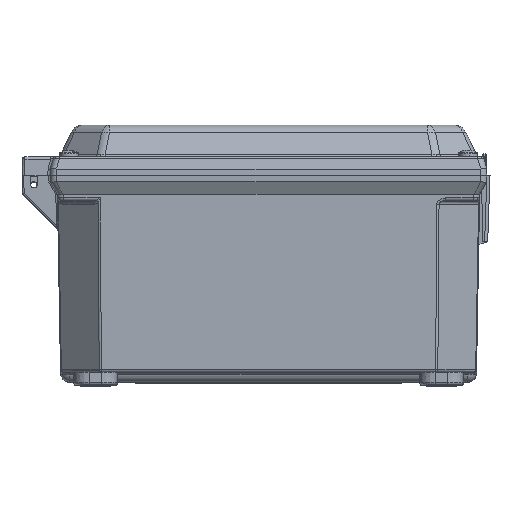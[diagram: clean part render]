
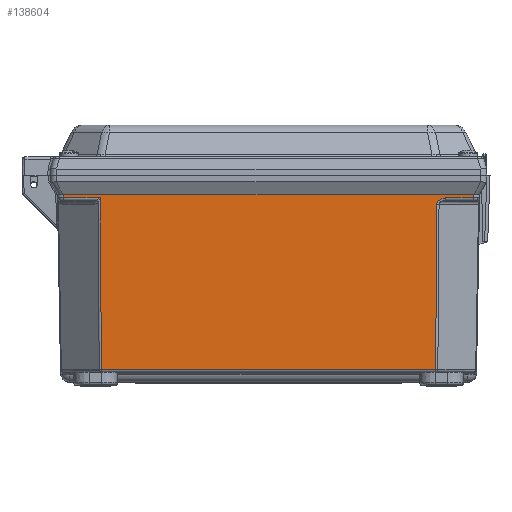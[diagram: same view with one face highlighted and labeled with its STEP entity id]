
A CAD part, top view. The second image highlights one B-rep face of the part: STEP entity #138604.
In plain terms, the highlighted planar face has unit normal (0, -0.018, 1).
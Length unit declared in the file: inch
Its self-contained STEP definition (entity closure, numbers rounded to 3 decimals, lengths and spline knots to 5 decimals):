
#650 = DIRECTION ( 'NONE',  ( -1., 0., 0. ) ) ;
#2927 = CARTESIAN_POINT ( 'NONE',  ( 3.53562, -0.45159, 4.10501 ) ) ;
#2960 = LINE ( 'NONE', #168516, #70066 ) ;
#5950 = VERTEX_POINT ( 'NONE', #44790 ) ;
#6484 = CARTESIAN_POINT ( 'NONE',  ( 4.09115, -0.38726, 4.10613 ) ) ;
#7140 = VECTOR ( 'NONE', #650, 39.37008 ) ;
#10028 = ORIENTED_EDGE ( 'NONE', *, *, #41730, .T. ) ;
#11254 = ORIENTED_EDGE ( 'NONE', *, *, #84735, .T. ) ;
#12162 = CARTESIAN_POINT ( 'NONE',  ( 3.38834, -0.375, 4.10634 ) ) ;
#16014 = ORIENTED_EDGE ( 'NONE', *, *, #78995, .T. ) ;
#16861 = LINE ( 'NONE', #37652, #50448 ) ;
#25268 = CARTESIAN_POINT ( 'NONE',  ( 4.08895, -0.45159, 4.10501 ) ) ;
#29977 = VERTEX_POINT ( 'NONE', #44968 ) ;
#32733 = CARTESIAN_POINT ( 'NONE',  ( 3.33715, -3.87559, 4.04524 ) ) ;
#34044 = DIRECTION ( 'NONE',  ( 1., 0., 0. ) ) ;
#34999 = CARTESIAN_POINT ( 'NONE',  ( 3.53562, -0.45159, 4.10501 ) ) ;
#35428 = ORIENTED_EDGE ( 'NONE', *, *, #125821, .T. ) ;
#37652 = CARTESIAN_POINT ( 'NONE',  ( -3.36211, -0.42379, 4.10549 ) ) ;
#39394 = VECTOR ( 'NONE', #168462, 39.37008 ) ;
#39702 = DIRECTION ( 'NONE',  ( 1., 0., 0. ) ) ;
#40347 = VERTEX_POINT ( 'NONE', #95031 ) ;
#40901 = PLANE ( 'NONE',  #107420 ) ;
#41730 = EDGE_CURVE ( 'NONE', #83871, #148233, #48981, .T. ) ;
#44790 = CARTESIAN_POINT ( 'NONE',  ( -4.09003, -0.45159, 4.10501 ) ) ;
#44949 = EDGE_CURVE ( 'NONE', #5950, #29977, #86844, .T. ) ;
#44968 = CARTESIAN_POINT ( 'NONE',  ( -3.36191, -0.45159, 4.10501 ) ) ;
#46001 = ORIENTED_EDGE ( 'NONE', *, *, #182987, .T. ) ;
#47322 = VECTOR ( 'NONE', #182773, 39.37008 ) ;
#48981 = LINE ( 'NONE', #142153, #163126 ) ;
#50448 = VECTOR ( 'NONE', #66461, 39.37008 ) ;
#51801 = LINE ( 'NONE', #25268, #47322 ) ;
#55319 = DIRECTION ( 'NONE',  ( 0., -0.017, 1. ) ) ;
#56484 = DIRECTION ( 'NONE',  ( 0.007, 1., 0.017 ) ) ;
#59869 = EDGE_LOOP ( 'NONE', ( #35428, #16014, #10028, #87370, #167919, #172858, #46001, #11254, #131832 ) ) ;
#63774 = CARTESIAN_POINT ( 'NONE',  ( 3.36154, -0.50221, 4.10412 ) ) ;
#64547 = VERTEX_POINT ( 'NONE', #2927 ) ;
#66461 = DIRECTION ( 'NONE',  ( 0.007, -1., -0.017 ) ) ;
#70066 = VECTOR ( 'NONE', #39702, 39.37008 ) ;
#78995 = EDGE_CURVE ( 'NONE', #154356, #83871, #2960, .T. ) ;
#82702 = VECTOR ( 'NONE', #106681, 39.37008 ) ;
#83871 = VERTEX_POINT ( 'NONE', #32733 ) ;
#84735 = EDGE_CURVE ( 'NONE', #40347, #5950, #149148, .T. ) ;
#86844 = LINE ( 'NONE', #147304, #162946 ) ;
#87370 = ORIENTED_EDGE ( 'NONE', *, *, #171805, .F. ) ;
#87612 = CARTESIAN_POINT ( 'NONE',  ( -3.33715, -3.87559, 4.04524 ) ) ;
#90380 = CARTESIAN_POINT ( 'NONE',  ( 4.09136, -0.375, 4.10634 ) ) ;
#91335 = FACE_OUTER_BOUND ( 'NONE', #59869, .T. ) ;
#95031 = CARTESIAN_POINT ( 'NONE',  ( -4.09136, -0.375, 4.10634 ) ) ;
#106681 = DIRECTION ( 'NONE',  ( 0.017, 1., 0.017 ) ) ;
#107420 = AXIS2_PLACEMENT_3D ( 'NONE', #12162, #55319, #155393 ) ;
#109549 = CARTESIAN_POINT ( 'NONE',  ( 4.09003, -0.45159, 4.10501 ) ) ;
#122024 = EDGE_CURVE ( 'NONE', #148756, #160546, #125253, .T. ) ;
#125253 = LINE ( 'NONE', #6484, #82702 ) ;
#125821 = EDGE_CURVE ( 'NONE', #29977, #154356, #16861, .T. ) ;
#131832 = ORIENTED_EDGE ( 'NONE', *, *, #44949, .T. ) ;
#136090 =( BOUNDED_CURVE ( )  B_SPLINE_CURVE ( 3, ( #34999, #149516, #63774, #163855 ),
 .UNSPECIFIED., .F., .F. ) 
 B_SPLINE_CURVE_WITH_KNOTS ( ( 4, 4 ),
 ( 1.59548, 3.14882 ),
 .UNSPECIFIED. ) 
 CURVE ( )  GEOMETRIC_REPRESENTATION_ITEM ( )  RATIONAL_B_SPLINE_CURVE ( ( 1., 0.809, 0.809, 1. ) ) 
 REPRESENTATION_ITEM ( '' )  );
#138604 = ADVANCED_FACE ( 'NONE', ( #91335 ), #40901, .T. ) ;
#142153 = CARTESIAN_POINT ( 'NONE',  ( 3.36246, -0.37481, 4.10635 ) ) ;
#144561 = CARTESIAN_POINT ( 'NONE',  ( 4.35563, -0.375, 4.10634 ) ) ;
#147304 = CARTESIAN_POINT ( 'NONE',  ( -3.36146, -0.45159, 4.10501 ) ) ;
#148233 = VERTEX_POINT ( 'NONE', #153635 ) ;
#148756 = VERTEX_POINT ( 'NONE', #109549 ) ;
#149148 = LINE ( 'NONE', #154143, #39394 ) ;
#149516 = CARTESIAN_POINT ( 'NONE',  ( 3.4335, -0.45159, 4.10501 ) ) ;
#153635 = CARTESIAN_POINT ( 'NONE',  ( 3.36102, -0.57441, 4.10286 ) ) ;
#154143 = CARTESIAN_POINT ( 'NONE',  ( -4.08909, -0.50548, 4.10407 ) ) ;
#154356 = VERTEX_POINT ( 'NONE', #87612 ) ;
#155393 = DIRECTION ( 'NONE',  ( 0., -1., -0.017 ) ) ;
#159405 = LINE ( 'NONE', #144561, #7140 ) ;
#160546 = VERTEX_POINT ( 'NONE', #90380 ) ;
#162946 = VECTOR ( 'NONE', #34044, 39.37008 ) ;
#163126 = VECTOR ( 'NONE', #56484, 39.37008 ) ;
#163855 = CARTESIAN_POINT ( 'NONE',  ( 3.36102, -0.57441, 4.10286 ) ) ;
#167919 = ORIENTED_EDGE ( 'NONE', *, *, #168740, .T. ) ;
#168462 = DIRECTION ( 'NONE',  ( 0.017, -1., -0.017 ) ) ;
#168516 = CARTESIAN_POINT ( 'NONE',  ( 3.38834, -3.87559, 4.04524 ) ) ;
#168740 = EDGE_CURVE ( 'NONE', #64547, #148756, #51801, .T. ) ;
#171805 = EDGE_CURVE ( 'NONE', #64547, #148233, #136090, .T. ) ;
#172858 = ORIENTED_EDGE ( 'NONE', *, *, #122024, .T. ) ;
#182773 = DIRECTION ( 'NONE',  ( 1., 0., 0. ) ) ;
#182987 = EDGE_CURVE ( 'NONE', #160546, #40347, #159405, .T. ) ;
